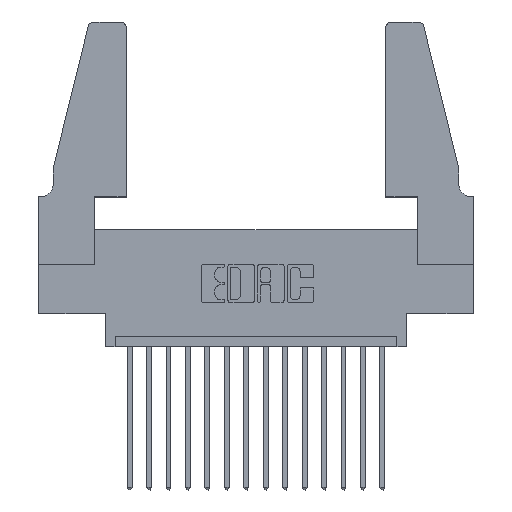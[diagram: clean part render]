
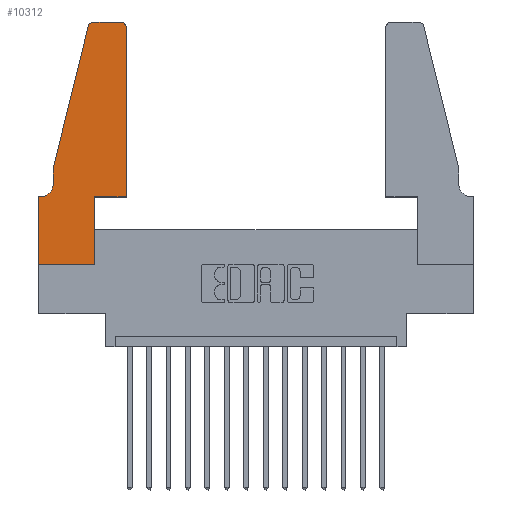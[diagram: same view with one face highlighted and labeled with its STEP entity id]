
A CAD part, top view. The second image highlights one B-rep face of the part: STEP entity #10312.
In plain terms, the highlighted planar face has unit normal (0, 0, 1).
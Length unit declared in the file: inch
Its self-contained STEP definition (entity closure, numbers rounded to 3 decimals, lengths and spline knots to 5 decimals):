
#85 = VERTEX_POINT ( 'NONE', #744 ) ;
#86 = ORIENTED_EDGE ( 'NONE', *, *, #13514, .T. ) ;
#250 = EDGE_CURVE ( 'NONE', #12583, #14129, #14701, .T. ) ;
#338 = CARTESIAN_POINT ( 'NONE',  ( 0.0755, 0.5, 0.37 ) ) ;
#744 = CARTESIAN_POINT ( 'NONE',  ( 0.4205, 1.25, 0.37 ) ) ;
#748 = CARTESIAN_POINT ( 'NONE',  ( 0.284, 1.22, 0.37 ) ) ;
#971 = DIRECTION ( 'NONE',  ( 0., 0., 1. ) ) ;
#1145 = CARTESIAN_POINT ( 'NONE',  ( 0.4505, 0.35, 0.37 ) ) ;
#1395 = ORIENTED_EDGE ( 'NONE', *, *, #3299, .T. ) ;
#1828 = CARTESIAN_POINT ( 'NONE',  ( 0.0755, 0.35, 0.37 ) ) ;
#1861 = CARTESIAN_POINT ( 'NONE',  ( 0.4505, 1.22, 0.37 ) ) ;
#1864 = VECTOR ( 'NONE', #8838, 39.37008 ) ;
#1961 = ORIENTED_EDGE ( 'NONE', *, *, #16052, .T. ) ;
#2159 = CARTESIAN_POINT ( 'NONE',  ( 0.2865, 0.35, 0.37 ) ) ;
#2447 = VECTOR ( 'NONE', #5913, 39.37008 ) ;
#2481 = CIRCLE ( 'NONE', #10572, 0.07 ) ;
#2585 = AXIS2_PLACEMENT_3D ( 'NONE', #7555, #971, #8787 ) ;
#3038 = CIRCLE ( 'NONE', #6918, 0.03 ) ;
#3129 = ORIENTED_EDGE ( 'NONE', *, *, #14469, .T. ) ;
#3186 = DIRECTION ( 'NONE',  ( 0., 0., 1. ) ) ;
#3299 = EDGE_CURVE ( 'NONE', #9192, #14936, #4021, .T. ) ;
#3485 = ORIENTED_EDGE ( 'NONE', *, *, #8826, .T. ) ;
#3759 = DIRECTION ( 'NONE',  ( 1., 0., 0. ) ) ;
#3910 = CARTESIAN_POINT ( 'NONE',  ( 0., 0., 0.37 ) ) ;
#4021 = LINE ( 'NONE', #3910, #5425 ) ;
#4065 = LINE ( 'NONE', #15064, #15497 ) ;
#4594 = DIRECTION ( 'NONE',  ( -1., 0., 0. ) ) ;
#5070 = LINE ( 'NONE', #11047, #2447 ) ;
#5098 = CARTESIAN_POINT ( 'NONE',  ( 0.0055, 0.42, 0.37 ) ) ;
#5264 = DIRECTION ( 'NONE',  ( -1., 0., 0. ) ) ;
#5425 = VECTOR ( 'NONE', #14156, 39.37008 ) ;
#5475 = VECTOR ( 'NONE', #14987, 39.37008 ) ;
#5874 = LINE ( 'NONE', #1145, #5475 ) ;
#5913 = DIRECTION ( 'NONE',  ( 0., 1., 0. ) ) ;
#5967 = DIRECTION ( 'NONE',  ( 0., 1., 0. ) ) ;
#6016 = EDGE_CURVE ( 'NONE', #7804, #13796, #5070, .T. ) ;
#6354 = CARTESIAN_POINT ( 'NONE',  ( 0.25487, 1.22718, 0.37 ) ) ;
#6509 = ORIENTED_EDGE ( 'NONE', *, *, #250, .T. ) ;
#6918 = AXIS2_PLACEMENT_3D ( 'NONE', #11025, #3186, #16124 ) ;
#7159 = VECTOR ( 'NONE', #13374, 39.37008 ) ;
#7225 = DIRECTION ( 'NONE',  ( -1., 0., 0. ) ) ;
#7404 = EDGE_CURVE ( 'NONE', #15327, #9192, #14215, .T. ) ;
#7497 = PLANE ( 'NONE',  #2585 ) ;
#7555 = CARTESIAN_POINT ( 'NONE',  ( 0., 0.35, 0.37 ) ) ;
#7609 = CARTESIAN_POINT ( 'NONE',  ( 0.0755, 0.5, 0.37 ) ) ;
#7804 = VERTEX_POINT ( 'NONE', #8684 ) ;
#7964 = ORIENTED_EDGE ( 'NONE', *, *, #7404, .T. ) ;
#8390 = DIRECTION ( 'NONE',  ( 1., 0., 0. ) ) ;
#8515 = CARTESIAN_POINT ( 'NONE',  ( 0.2865, 0., 0.37 ) ) ;
#8684 = CARTESIAN_POINT ( 'NONE',  ( 0.4505, 0.35, 0.37 ) ) ;
#8787 = DIRECTION ( 'NONE',  ( 1., 0., 0. ) ) ;
#8826 = EDGE_CURVE ( 'NONE', #14936, #9440, #14764, .T. ) ;
#8838 = DIRECTION ( 'NONE',  ( 0., -1., 0. ) ) ;
#9016 = EDGE_CURVE ( 'NONE', #12906, #12583, #10567, .T. ) ;
#9029 = CARTESIAN_POINT ( 'NONE',  ( 0.0755, 0.5, 0.37 ) ) ;
#9125 = VERTEX_POINT ( 'NONE', #10127 ) ;
#9192 = VERTEX_POINT ( 'NONE', #11473 ) ;
#9222 = CARTESIAN_POINT ( 'NONE',  ( 0.0755, 0.42, 0.37 ) ) ;
#9352 = EDGE_LOOP ( 'NONE', ( #12699, #13400, #10492, #6509, #86, #7964, #1395, #3485, #11179, #3129, #10099, #1961 ) ) ;
#9440 = VERTEX_POINT ( 'NONE', #8515 ) ;
#9955 = VECTOR ( 'NONE', #3759, 39.37008 ) ;
#10099 = ORIENTED_EDGE ( 'NONE', *, *, #6016, .T. ) ;
#10110 = VERTEX_POINT ( 'NONE', #2159 ) ;
#10127 = CARTESIAN_POINT ( 'NONE',  ( 0.284, 1.25, 0.37 ) ) ;
#10312 = ADVANCED_FACE ( 'NONE', ( #13553 ), #7497, .T. ) ;
#10492 = ORIENTED_EDGE ( 'NONE', *, *, #9016, .T. ) ;
#10567 = LINE ( 'NONE', #9029, #7159 ) ;
#10572 = AXIS2_PLACEMENT_3D ( 'NONE', #5098, #12934, #5264 ) ;
#11025 = CARTESIAN_POINT ( 'NONE',  ( 0.4205, 1.22, 0.37 ) ) ;
#11047 = CARTESIAN_POINT ( 'NONE',  ( 0.4505, 0.35, 0.37 ) ) ;
#11179 = ORIENTED_EDGE ( 'NONE', *, *, #15521, .T. ) ;
#11318 = AXIS2_PLACEMENT_3D ( 'NONE', #748, #16061, #8390 ) ;
#11473 = CARTESIAN_POINT ( 'NONE',  ( 0., 0.35, 0.37 ) ) ;
#11950 = CARTESIAN_POINT ( 'NONE',  ( 0.2605, 1.25, 0.37 ) ) ;
#12358 = CARTESIAN_POINT ( 'NONE',  ( 0., 0., 0.37 ) ) ;
#12583 = VERTEX_POINT ( 'NONE', #338 ) ;
#12699 = ORIENTED_EDGE ( 'NONE', *, *, #13189, .T. ) ;
#12784 = CARTESIAN_POINT ( 'NONE',  ( 0., 0., 0.37 ) ) ;
#12906 = VERTEX_POINT ( 'NONE', #6354 ) ;
#12934 = DIRECTION ( 'NONE',  ( 0., 0., -1. ) ) ;
#13189 = EDGE_CURVE ( 'NONE', #85, #9125, #16338, .T. ) ;
#13374 = DIRECTION ( 'NONE',  ( -0.239, -0.971, 0. ) ) ;
#13400 = ORIENTED_EDGE ( 'NONE', *, *, #14347, .T. ) ;
#13514 = EDGE_CURVE ( 'NONE', #14129, #15327, #2481, .T. ) ;
#13553 = FACE_OUTER_BOUND ( 'NONE', #9352, .T. ) ;
#13796 = VERTEX_POINT ( 'NONE', #1861 ) ;
#14129 = VERTEX_POINT ( 'NONE', #9222 ) ;
#14156 = DIRECTION ( 'NONE',  ( 0., -1., 0. ) ) ;
#14215 = LINE ( 'NONE', #1828, #15635 ) ;
#14347 = EDGE_CURVE ( 'NONE', #9125, #12906, #16288, .T. ) ;
#14469 = EDGE_CURVE ( 'NONE', #10110, #7804, #5874, .T. ) ;
#14701 = LINE ( 'NONE', #7609, #1864 ) ;
#14764 = LINE ( 'NONE', #12784, #9955 ) ;
#14936 = VERTEX_POINT ( 'NONE', #12358 ) ;
#14987 = DIRECTION ( 'NONE',  ( 1., 0., 0. ) ) ;
#15064 = CARTESIAN_POINT ( 'NONE',  ( 0.2865, 0.35, 0.37 ) ) ;
#15327 = VERTEX_POINT ( 'NONE', #15711 ) ;
#15497 = VECTOR ( 'NONE', #5967, 39.37008 ) ;
#15521 = EDGE_CURVE ( 'NONE', #9440, #10110, #4065, .T. ) ;
#15635 = VECTOR ( 'NONE', #4594, 39.37008 ) ;
#15711 = CARTESIAN_POINT ( 'NONE',  ( 0.0055, 0.35, 0.37 ) ) ;
#15756 = VECTOR ( 'NONE', #7225, 39.37008 ) ;
#16052 = EDGE_CURVE ( 'NONE', #13796, #85, #3038, .T. ) ;
#16061 = DIRECTION ( 'NONE',  ( 0., 0., 1. ) ) ;
#16124 = DIRECTION ( 'NONE',  ( 1., 0., 0. ) ) ;
#16288 = CIRCLE ( 'NONE', #11318, 0.03 ) ;
#16338 = LINE ( 'NONE', #11950, #15756 ) ;
